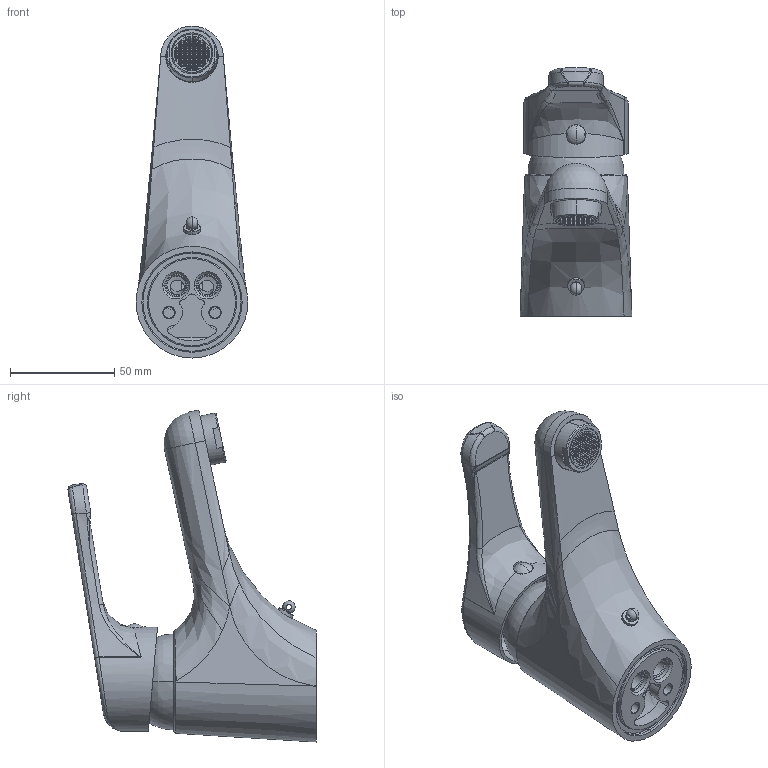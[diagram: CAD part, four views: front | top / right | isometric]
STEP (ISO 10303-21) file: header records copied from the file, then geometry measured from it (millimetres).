
FILE_DESCRIPTION((''),'2;1');
FILE_NAME('NT071CR','2021-11-10T11:42:20',('ut3'),('PAFFONI SpA'),'CREO PARAMETRIC BY PTC INC, 2020044','CREO PARAMETRIC BY PTC INC, 2020044','');
FILE_SCHEMA(('CONFIG_CONTROL_DESIGN','SHAPE_APPEARANCE_LAYERS_GROUPS'));
Products named in the file (1): NT071CR
Bounding box: 53.5 x 118.74 x 158.92 mm (x, y, z)
Volume: 169228.4 mm3; surface area: 95763.2 mm2
Topology: 2 solids, 2 shells, 2677 faces, 7753 edges, 5033 vertices
Faces by surface type: plane 1993, cylinder 378, torus 122, bspline 88, cone 62, sphere 30, extrusion 4
Entity records: 110182 total; most frequent: CARTESIAN_POINT 29099, ORIENTED_EDGE 15456, DIRECTION 14274, EDGE_CURVE 7728, VERTEX_POINT 5033, VECTOR 4972, LINE 4968, AXIS2_PLACEMENT_3D 4651
